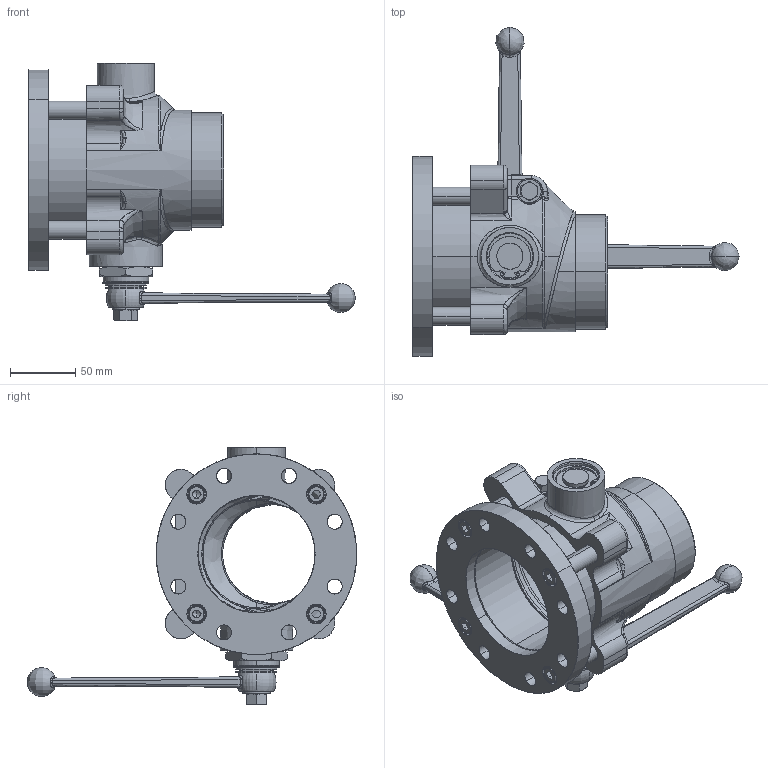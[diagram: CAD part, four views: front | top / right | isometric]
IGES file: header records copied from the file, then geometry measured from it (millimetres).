
Start section: SolidWorks IGES file using analytic representation for surfaces
Global section: file name: SGAT80GKL_251892.IGS; native system: SolidWorks 2010; preprocessor: SolidWorks 2010; author: LarsenR; date: 120924.082629; units: millimetre
Bounding box: 250.52 x 252.98 x 197.6 mm (x, y, z)
Surface area: 187169.8 mm2 (no closed solid volume)
Topology: 0 solids, 0 shells, 846 faces, 13251 edges, 13232 vertices
Faces by surface type: bspline 609, revolution 237
